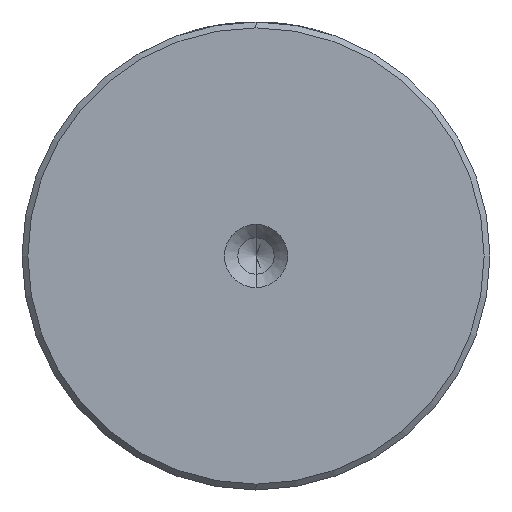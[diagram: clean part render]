
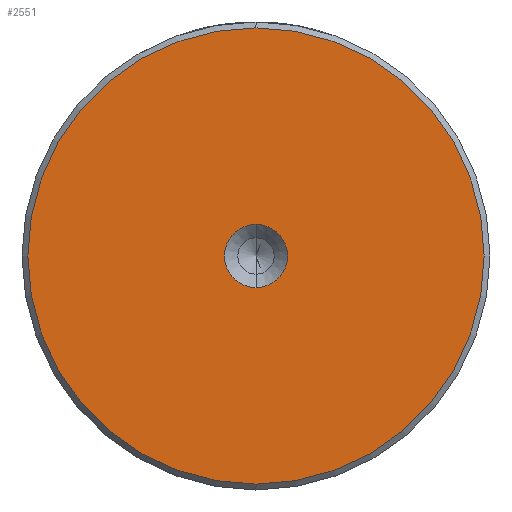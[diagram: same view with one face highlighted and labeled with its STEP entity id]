
A CAD part, left-side view. The second image highlights one B-rep face of the part: STEP entity #2551.
In plain terms, the highlighted planar face has unit normal (-1, 0, 0).
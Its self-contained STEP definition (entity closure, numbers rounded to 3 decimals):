
#59 = CARTESIAN_POINT ( 'NONE',  ( 0., 0., 0. ) ) ;
#90 = EDGE_CURVE ( 'NONE', #1855, #805, #3016, .T. ) ;
#137 = DIRECTION ( 'NONE',  ( 0., 0., 1. ) ) ;
#219 = EDGE_CURVE ( 'NONE', #805, #1855, #839, .T. ) ;
#291 = AXIS2_PLACEMENT_3D ( 'NONE', #59, #1777, #313 ) ;
#299 = CARTESIAN_POINT ( 'NONE',  ( 0., 0., 19.5 ) ) ;
#313 = DIRECTION ( 'NONE',  ( 0., 0., 1. ) ) ;
#429 = CARTESIAN_POINT ( 'NONE',  ( 0., 0., 0. ) ) ;
#440 = VERTEX_POINT ( 'NONE', #1973 ) ;
#637 = CARTESIAN_POINT ( 'NONE',  ( 0., 0., -19.5 ) ) ;
#658 = EDGE_LOOP ( 'NONE', ( #1016, #2189 ) ) ;
#674 = DIRECTION ( 'NONE',  ( 0., 0., 1. ) ) ;
#700 = VERTEX_POINT ( 'NONE', #1126 ) ;
#743 = PLANE ( 'NONE',  #785 ) ;
#785 = AXIS2_PLACEMENT_3D ( 'NONE', #3184, #2446, #996 ) ;
#805 = VERTEX_POINT ( 'NONE', #299 ) ;
#839 = CIRCLE ( 'NONE', #2738, 19.5 ) ;
#884 = CIRCLE ( 'NONE', #1738, 2.7 ) ;
#952 = ORIENTED_EDGE ( 'NONE', *, *, #1010, .F. ) ;
#996 = DIRECTION ( 'NONE',  ( 0., 0., 1. ) ) ;
#1010 = EDGE_CURVE ( 'NONE', #440, #700, #884, .T. ) ;
#1016 = ORIENTED_EDGE ( 'NONE', *, *, #90, .T. ) ;
#1104 = AXIS2_PLACEMENT_3D ( 'NONE', #429, #2132, #674 ) ;
#1126 = CARTESIAN_POINT ( 'NONE',  ( 0., 0., 2.7 ) ) ;
#1149 = DIRECTION ( 'NONE',  ( -1., 0., 0. ) ) ;
#1248 = FACE_BOUND ( 'NONE', #1874, .T. ) ;
#1504 = CIRCLE ( 'NONE', #1104, 2.7 ) ;
#1612 = DIRECTION ( 'NONE',  ( -1., 0., 0. ) ) ;
#1721 = ORIENTED_EDGE ( 'NONE', *, *, #1903, .F. ) ;
#1738 = AXIS2_PLACEMENT_3D ( 'NONE', #2590, #1149, #2837 ) ;
#1777 = DIRECTION ( 'NONE',  ( -1., 0., 0. ) ) ;
#1808 = FACE_OUTER_BOUND ( 'NONE', #658, .T. ) ;
#1855 = VERTEX_POINT ( 'NONE', #637 ) ;
#1874 = EDGE_LOOP ( 'NONE', ( #1721, #952 ) ) ;
#1903 = EDGE_CURVE ( 'NONE', #700, #440, #1504, .T. ) ;
#1973 = CARTESIAN_POINT ( 'NONE',  ( 0., 0., -2.7 ) ) ;
#2132 = DIRECTION ( 'NONE',  ( -1., 0., 0. ) ) ;
#2189 = ORIENTED_EDGE ( 'NONE', *, *, #219, .T. ) ;
#2446 = DIRECTION ( 'NONE',  ( -1., 0., 0. ) ) ;
#2551 = ADVANCED_FACE ( 'NONE', ( #1808, #1248 ), #743, .T. ) ;
#2590 = CARTESIAN_POINT ( 'NONE',  ( 0., 0., 0. ) ) ;
#2738 = AXIS2_PLACEMENT_3D ( 'NONE', #3066, #1612, #137 ) ;
#2837 = DIRECTION ( 'NONE',  ( 0., 0., 1. ) ) ;
#3016 = CIRCLE ( 'NONE', #291, 19.5 ) ;
#3066 = CARTESIAN_POINT ( 'NONE',  ( 0., 0., 0. ) ) ;
#3184 = CARTESIAN_POINT ( 'NONE',  ( 0., 0., 0. ) ) ;
